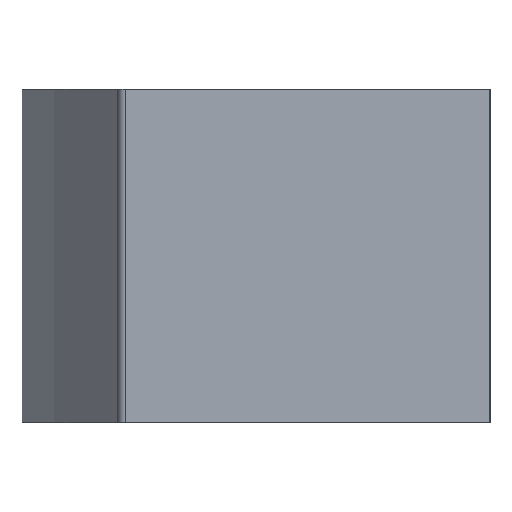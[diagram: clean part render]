
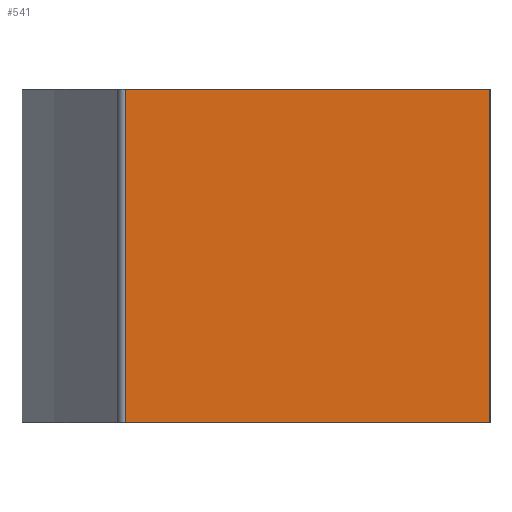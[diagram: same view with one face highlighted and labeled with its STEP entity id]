
A CAD part, left-side view. The second image highlights one B-rep face of the part: STEP entity #541.
In plain terms, the highlighted planar face has unit normal (-1, 0, 0).
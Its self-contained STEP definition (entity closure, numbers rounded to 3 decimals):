
#4 = LINE ( 'NONE', #568, #392 ) ;
#21 = VECTOR ( 'NONE', #534, 1000. ) ;
#33 = DIRECTION ( 'NONE',  ( 0., 0., -1. ) ) ;
#41 = VERTEX_POINT ( 'NONE', #492 ) ;
#61 = DIRECTION ( 'NONE',  ( -1., 0., 0. ) ) ;
#88 = EDGE_CURVE ( 'NONE', #41, #455, #4, .T. ) ;
#129 = FACE_OUTER_BOUND ( 'NONE', #827, .T. ) ;
#177 = CARTESIAN_POINT ( 'NONE',  ( -72.8, -28.6, -10.1 ) ) ;
#257 = ORIENTED_EDGE ( 'NONE', *, *, #355, .T. ) ;
#290 = LINE ( 'NONE', #727, #354 ) ;
#292 = DIRECTION ( 'NONE',  ( 0., 1., 0. ) ) ;
#324 = LINE ( 'NONE', #830, #21 ) ;
#331 = DIRECTION ( 'NONE',  ( 0., 0., 1. ) ) ;
#354 = VECTOR ( 'NONE', #660, 1000. ) ;
#355 = EDGE_CURVE ( 'NONE', #455, #844, #290, .T. ) ;
#392 = VECTOR ( 'NONE', #292, 1000. ) ;
#406 = VERTEX_POINT ( 'NONE', #177 ) ;
#412 = ORIENTED_EDGE ( 'NONE', *, *, #833, .F. ) ;
#455 = VERTEX_POINT ( 'NONE', #714 ) ;
#492 = CARTESIAN_POINT ( 'NONE',  ( -72.8, -28.6, 10.1 ) ) ;
#523 = CARTESIAN_POINT ( 'NONE',  ( -72.8, -6.523, -10.1 ) ) ;
#534 = DIRECTION ( 'NONE',  ( 0., 1., 0. ) ) ;
#541 = ADVANCED_FACE ( 'NONE', ( #129 ), #696, .T. ) ;
#559 = ORIENTED_EDGE ( 'NONE', *, *, #88, .T. ) ;
#564 = ORIENTED_EDGE ( 'NONE', *, *, #901, .F. ) ;
#568 = CARTESIAN_POINT ( 'NONE',  ( -72.8, -28.6, 10.1 ) ) ;
#660 = DIRECTION ( 'NONE',  ( 0., 0., -1. ) ) ;
#696 = PLANE ( 'NONE',  #706 ) ;
#706 = AXIS2_PLACEMENT_3D ( 'NONE', #900, #61, #331 ) ;
#714 = CARTESIAN_POINT ( 'NONE',  ( -72.8, -6.523, 10.1 ) ) ;
#727 = CARTESIAN_POINT ( 'NONE',  ( -72.8, -6.523, 38.118 ) ) ;
#735 = CARTESIAN_POINT ( 'NONE',  ( -72.8, -28.6, 38.118 ) ) ;
#827 = EDGE_LOOP ( 'NONE', ( #559, #257, #412, #564 ) ) ;
#830 = CARTESIAN_POINT ( 'NONE',  ( -72.8, -28.6, -10.1 ) ) ;
#833 = EDGE_CURVE ( 'NONE', #406, #844, #324, .T. ) ;
#844 = VERTEX_POINT ( 'NONE', #523 ) ;
#877 = VECTOR ( 'NONE', #33, 1000. ) ;
#897 = LINE ( 'NONE', #735, #877 ) ;
#900 = CARTESIAN_POINT ( 'NONE',  ( -72.8, -28.6, 38.118 ) ) ;
#901 = EDGE_CURVE ( 'NONE', #41, #406, #897, .T. ) ;
